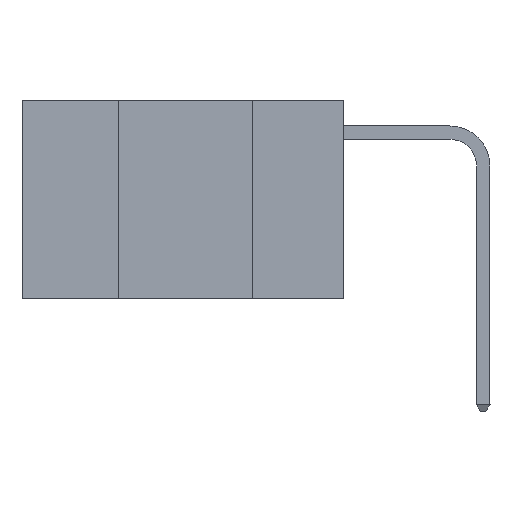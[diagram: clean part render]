
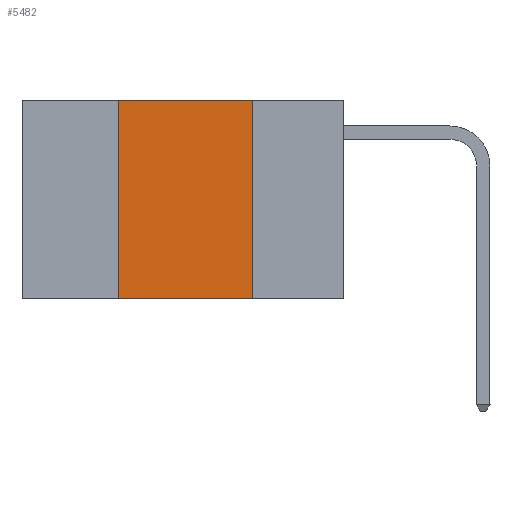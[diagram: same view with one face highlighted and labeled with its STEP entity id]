
A CAD part, left-side view. The second image highlights one B-rep face of the part: STEP entity #5482.
In plain terms, the highlighted planar face has unit normal (-1, 0, 0).
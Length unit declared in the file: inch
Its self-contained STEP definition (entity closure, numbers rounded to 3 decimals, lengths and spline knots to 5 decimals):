
#1443 = ORIENTED_EDGE ( 'NONE', *, *, #8818, .T. ) ;
#1470 = ORIENTED_EDGE ( 'NONE', *, *, #3724, .F. ) ;
#1760 = VECTOR ( 'NONE', #8578, 39.37008 ) ;
#2011 = VERTEX_POINT ( 'NONE', #8254 ) ;
#2041 = VERTEX_POINT ( 'NONE', #8045 ) ;
#2796 = LINE ( 'NONE', #10084, #1760 ) ;
#2930 = DIRECTION ( 'NONE',  ( 1., 0., 0. ) ) ;
#3724 = EDGE_CURVE ( 'NONE', #8474, #2011, #2796, .T. ) ;
#3772 = PLANE ( 'NONE',  #8627 ) ;
#3825 = VERTEX_POINT ( 'NONE', #7909 ) ;
#4602 = LINE ( 'NONE', #9419, #10501 ) ;
#5482 = ADVANCED_FACE ( 'NONE', ( #8080 ), #3772, .F. ) ;
#5744 = CARTESIAN_POINT ( 'NONE',  ( 0., 0.6, 0. ) ) ;
#5903 = EDGE_CURVE ( 'NONE', #2011, #2041, #4602, .T. ) ;
#6403 = VECTOR ( 'NONE', #6779, 39.37008 ) ;
#6535 = EDGE_LOOP ( 'NONE', ( #9686, #10375, #1470, #1443 ) ) ;
#6779 = DIRECTION ( 'NONE',  ( 0., -1., 0. ) ) ;
#7148 = CARTESIAN_POINT ( 'NONE',  ( 0., 0.6, -0.37 ) ) ;
#7372 = DIRECTION ( 'NONE',  ( 0., 0., -1. ) ) ;
#7753 = LINE ( 'NONE', #10684, #9630 ) ;
#7909 = CARTESIAN_POINT ( 'NONE',  ( 0., 0.17, -0.37 ) ) ;
#8045 = CARTESIAN_POINT ( 'NONE',  ( 0., 0.17, 0. ) ) ;
#8080 = FACE_OUTER_BOUND ( 'NONE', #6535, .T. ) ;
#8254 = CARTESIAN_POINT ( 'NONE',  ( 0., 0.42, 0. ) ) ;
#8465 = LINE ( 'NONE', #7148, #6403 ) ;
#8474 = VERTEX_POINT ( 'NONE', #9268 ) ;
#8578 = DIRECTION ( 'NONE',  ( 0., 0., 1. ) ) ;
#8627 = AXIS2_PLACEMENT_3D ( 'NONE', #5744, #2930, #7372 ) ;
#8818 = EDGE_CURVE ( 'NONE', #8474, #3825, #8465, .T. ) ;
#9268 = CARTESIAN_POINT ( 'NONE',  ( 0., 0.42, -0.37 ) ) ;
#9419 = CARTESIAN_POINT ( 'NONE',  ( 0., 0.6, 0. ) ) ;
#9630 = VECTOR ( 'NONE', #10659, 39.37008 ) ;
#9686 = ORIENTED_EDGE ( 'NONE', *, *, #9730, .F. ) ;
#9730 = EDGE_CURVE ( 'NONE', #2041, #3825, #7753, .T. ) ;
#10084 = CARTESIAN_POINT ( 'NONE',  ( 0., 0.42, 0. ) ) ;
#10375 = ORIENTED_EDGE ( 'NONE', *, *, #5903, .F. ) ;
#10501 = VECTOR ( 'NONE', #10720, 39.37008 ) ;
#10659 = DIRECTION ( 'NONE',  ( 0., 0., -1. ) ) ;
#10684 = CARTESIAN_POINT ( 'NONE',  ( 0., 0.17, 0. ) ) ;
#10720 = DIRECTION ( 'NONE',  ( 0., -1., 0. ) ) ;
